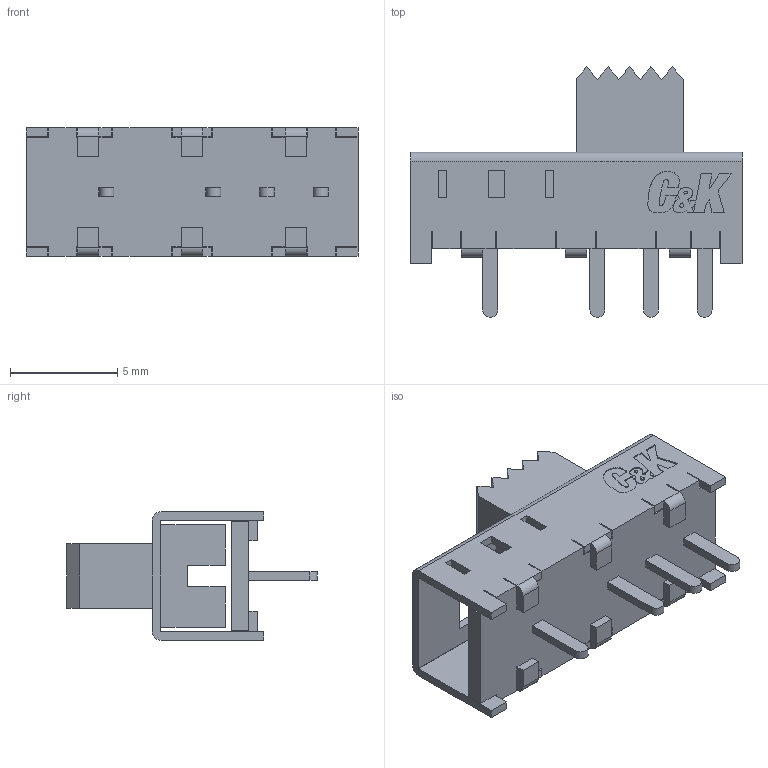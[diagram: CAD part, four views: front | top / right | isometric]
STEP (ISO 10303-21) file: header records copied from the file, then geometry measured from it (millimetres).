
FILE_DESCRIPTION( ( 'STEP AP214' ), ' ' );
FILE_NAME( 'psolqas1401280324.stp', '2017-09-21T12:01:28', ( '' ), ( '' ), ' ', 'PARTsolutions', ' ' );
FILE_SCHEMA( ( 'AUTOMOTIVE_DESIGN { 1 0 10303 214 1 1 1 1 }' ) );
Length unit declared in the file: metre
Products named in the file (1): 1
Bounding box: 15.5 x 11.7 x 6 mm (x, y, z)
Volume: 336.4 mm3; surface area: 871.4 mm2
Topology: 1 solids, 1 shells, 231 faces, 692 edges, 446 vertices
Faces by surface type: plane 193, extrusion 23, cylinder 15
Entity records: 7858 total; most frequent: CARTESIAN_POINT 1649, ORIENTED_EDGE 1384, DIRECTION 1117, EDGE_CURVE 692, VECTOR 639, LINE 616, VERTEX_POINT 446, EDGE_LOOP 248
